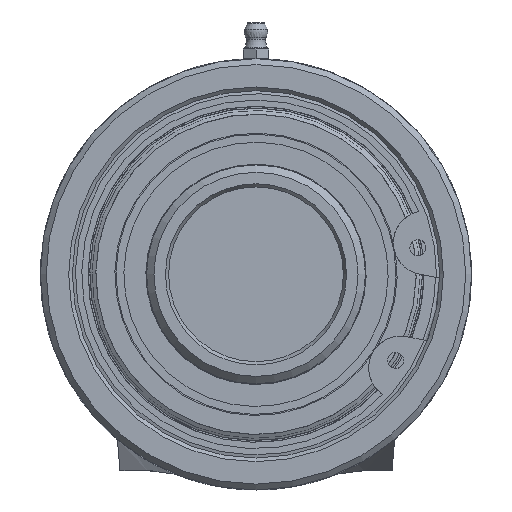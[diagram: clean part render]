
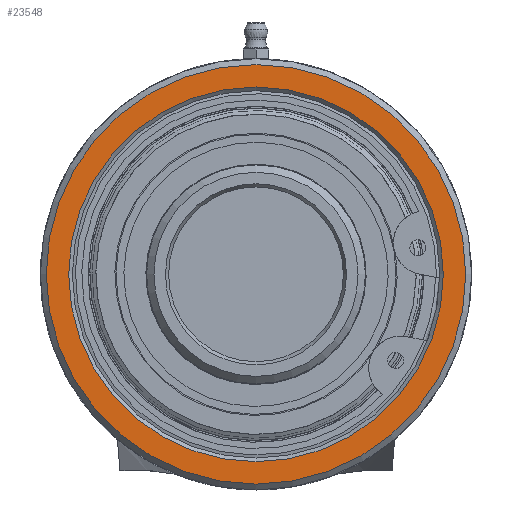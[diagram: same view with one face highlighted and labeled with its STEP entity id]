
A CAD part, left-side view. The second image highlights one B-rep face of the part: STEP entity #23548.
In plain terms, the highlighted planar face has unit normal (-1, 0, 0).
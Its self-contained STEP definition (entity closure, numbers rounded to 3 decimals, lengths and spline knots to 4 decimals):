
#1183=PLANE('',#24818);
#1346=FACE_BOUND('',#4019,.T.);
#2561=FACE_OUTER_BOUND('',#4018,.T.);
#4018=EDGE_LOOP('',(#21259));
#4019=EDGE_LOOP('',(#21260));
#6120=CIRCLE('',#24815,2.0094);
#6123=CIRCLE('',#24819,2.25);
#11157=VERTEX_POINT('',#54137);
#11160=VERTEX_POINT('',#54145);
#14551=EDGE_CURVE('',#11157,#11157,#6120,.T.);
#14555=EDGE_CURVE('',#11160,#11160,#6123,.T.);
#21259=ORIENTED_EDGE('',*,*,#14555,.F.);
#21260=ORIENTED_EDGE('',*,*,#14551,.F.);
#23548=ADVANCED_FACE('',(#2561,#1346),#1183,.F.);
#24815=AXIS2_PLACEMENT_3D('',#54138,#28581,#28582);
#24818=AXIS2_PLACEMENT_3D('',#54144,#28588,#28589);
#24819=AXIS2_PLACEMENT_3D('',#54146,#28590,#28591);
#28581=DIRECTION('center_axis',(-1.,0.,0.));
#28582=DIRECTION('ref_axis',(0.,0.,
1.));
#28588=DIRECTION('center_axis',(1.,0.,0.));
#28589=DIRECTION('ref_axis',(0.,0.,
1.));
#28590=DIRECTION('center_axis',(1.,0.,0.));
#28591=DIRECTION('ref_axis',(0.,0.,
1.));
#54137=CARTESIAN_POINT('',(-1.1766,0.,-2.0094));
#54138=CARTESIAN_POINT('Origin',(-1.1766,0.,
0.));
#54144=CARTESIAN_POINT('Origin',(-1.1766,0.,
-1.314));
#54145=CARTESIAN_POINT('',(-1.1766,0.,-2.25));
#54146=CARTESIAN_POINT('Origin',(-1.1766,0.,
0.));
